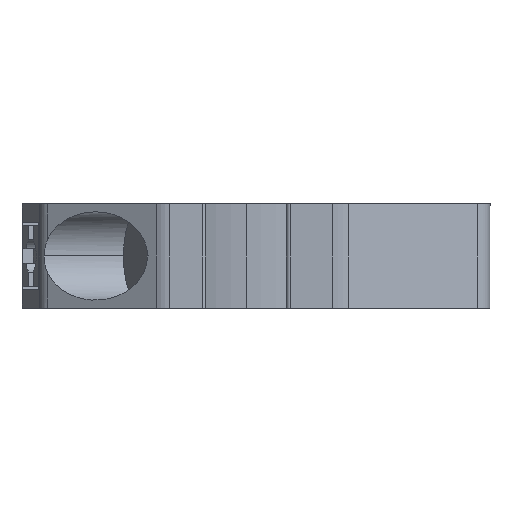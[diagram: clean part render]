
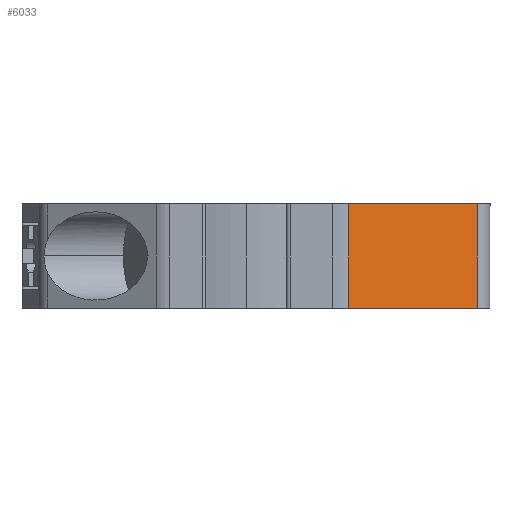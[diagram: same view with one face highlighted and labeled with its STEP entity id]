
A CAD part, left-side view. The second image highlights one B-rep face of the part: STEP entity #6033.
In plain terms, the highlighted planar face has unit normal (-0.954, -0.301, 0).
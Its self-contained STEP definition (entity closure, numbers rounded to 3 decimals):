
#56 = VECTOR ( 'NONE', #5696, 1000. ) ;
#91 = VECTOR ( 'NONE', #4557, 1000. ) ;
#347 = VECTOR ( 'NONE', #989, 1000. ) ;
#378 = VECTOR ( 'NONE', #1137, 1000. ) ;
#546 = AXIS2_PLACEMENT_3D ( 'NONE', #1750, #1736, #1737 ) ;
#979 = CARTESIAN_POINT ( 'NONE',  ( 282.238, 431.18, -48.657 ) ) ;
#989 = DIRECTION ( 'NONE',  ( 0., 0., 1. ) ) ;
#1018 = LINE ( 'NONE', #979, #347 ) ;
#1131 = CARTESIAN_POINT ( 'NONE',  ( 279.925, 438.517, -48.657 ) ) ;
#1136 = LINE ( 'NONE', #1131, #378 ) ;
#1137 = DIRECTION ( 'NONE',  ( 0., 0., -1. ) ) ;
#1736 = DIRECTION ( 'NONE',  ( -0.954, -0.301, 0. ) ) ;
#1737 = DIRECTION ( 'NONE',  ( 0.301, -0.954, 0. ) ) ;
#1750 = CARTESIAN_POINT ( 'NONE',  ( 276.615, 449.014, -48.657 ) ) ;
#1755 = FACE_OUTER_BOUND ( 'NONE', #3296, .T. ) ;
#1780 = PLANE ( 'NONE',  #546 ) ;
#2084 = CARTESIAN_POINT ( 'NONE',  ( 282.238, 431.18, -84.521 ) ) ;
#2142 = CARTESIAN_POINT ( 'NONE',  ( 279.925, 438.517, -84.521 ) ) ;
#2816 = VERTEX_POINT ( 'NONE', #3414 ) ;
#2825 = VERTEX_POINT ( 'NONE', #3432 ) ;
#2885 = VERTEX_POINT ( 'NONE', #2084 ) ;
#2933 = VERTEX_POINT ( 'NONE', #2142 ) ;
#3296 = EDGE_LOOP ( 'NONE', ( #3784, #3760, #3817, #3820 ) ) ;
#3414 = CARTESIAN_POINT ( 'NONE',  ( 279.925, 438.517, -78.621 ) ) ;
#3432 = CARTESIAN_POINT ( 'NONE',  ( 282.238, 431.18, -78.621 ) ) ;
#3760 = ORIENTED_EDGE ( 'NONE', *, *, #5824, .T. ) ;
#3784 = ORIENTED_EDGE ( 'NONE', *, *, #6372, .T. ) ;
#3817 = ORIENTED_EDGE ( 'NONE', *, *, #6315, .T. ) ;
#3820 = ORIENTED_EDGE ( 'NONE', *, *, #5878, .T. ) ;
#4557 = DIRECTION ( 'NONE',  ( 0.301, -0.954, 0. ) ) ;
#4593 = CARTESIAN_POINT ( 'NONE',  ( 276.615, 449.014, -84.521 ) ) ;
#4646 = LINE ( 'NONE', #4593, #91 ) ;
#5694 = CARTESIAN_POINT ( 'NONE',  ( 276.615, 449.014, -78.621 ) ) ;
#5696 = DIRECTION ( 'NONE',  ( -0.301, 0.954, 0. ) ) ;
#5723 = LINE ( 'NONE', #5694, #56 ) ;
#5824 = EDGE_CURVE ( 'NONE', #2885, #2825, #1018, .T. ) ;
#5878 = EDGE_CURVE ( 'NONE', #2816, #2933, #1136, .T. ) ;
#6033 = ADVANCED_FACE ( 'NONE', ( #1755 ), #1780, .T. ) ;
#6315 = EDGE_CURVE ( 'NONE', #2825, #2816, #5723, .T. ) ;
#6372 = EDGE_CURVE ( 'NONE', #2933, #2885, #4646, .T. ) ;
